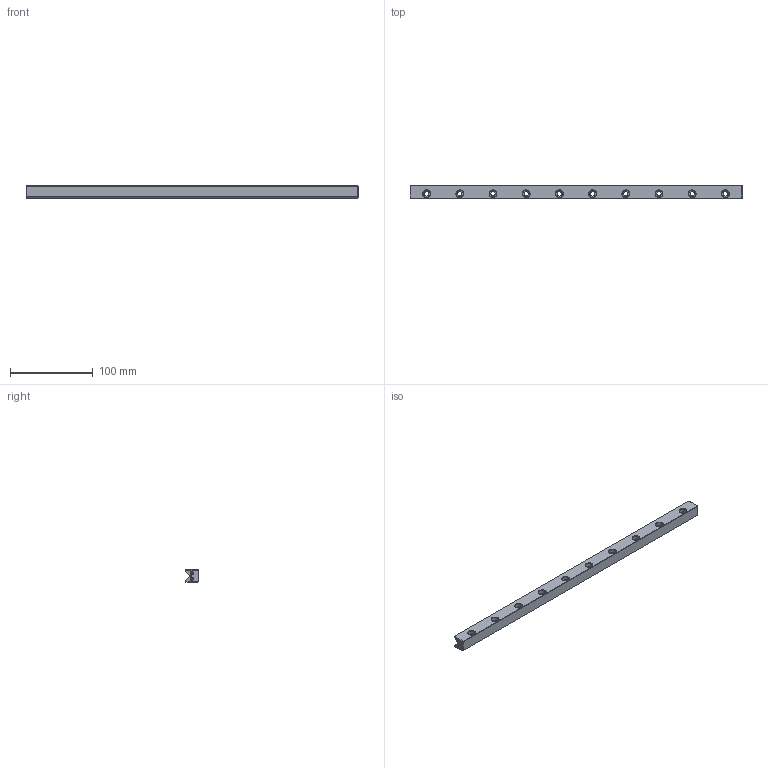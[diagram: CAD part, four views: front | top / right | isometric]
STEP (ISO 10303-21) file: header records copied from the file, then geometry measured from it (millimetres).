
FILE_DESCRIPTION(/* description */ (''),/* implementation_level */ '2;1');
FILE_NAME(/* name */ 'M-3015x400.stp',/* time_stamp */ '2018-11-15T17:05:05+01:00',/* author */ (''),/* organization */ (''),/* preprocessor_version */ 'ST-DEVELOPER v16.7',/* originating_system */ 'SIEMENS PLM Software NX 12.0',/* authorisation */ '');
FILE_SCHEMA (('AUTOMOTIVE_DESIGN { 1 0 10303 214 3 1 1 1 }'));
Length unit declared in the file: millimetre
Products named in the file (1): 008019_A_1-M-3015_15 x 400
Bounding box: 400 x 15.5 x 15 mm (x, y, z)
Volume: 70642.8 mm3; surface area: 29397.3 mm2
Topology: 1 solids, 1 shells, 90 faces, 220 edges, 142 vertices
Faces by surface type: plane 36, cone 28, cylinder 26
Full cylindrical faces by diameter (mm): 2.5 x4, 5.25 x10, 8.5 x10
Entity records: 2306 total; most frequent: DIRECTION 408, CARTESIAN_POINT 369, ORIENTED_EDGE 300, EDGE_LOOP 172, AXIS2_PLACEMENT_3D 167, FACE_BOUND 152, EDGE_CURVE 150, VERTEX_POINT 128
